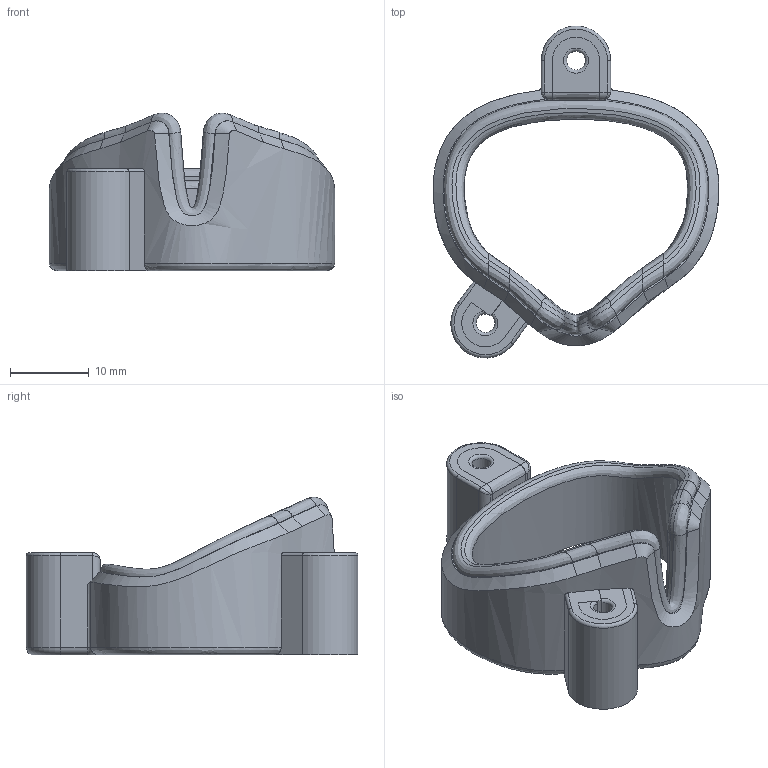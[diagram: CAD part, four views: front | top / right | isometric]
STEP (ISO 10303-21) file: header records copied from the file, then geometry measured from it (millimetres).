
FILE_DESCRIPTION(/* description */ ('STEP AP242 Edition 2','CAx-IF Rec.Pracs.---Representation and Presentation of Product Manufacturing Information (PMI)---4.0---2014-10-13','CAx-IF Rec.Pracs.---3D Tessellated Geometry---0.4---2014-09-14','2;1','CAx-IF Rec.Pracs.---User Defined Attributes---1.5---2016-08-15'),/* implementation_level */ '2;1');
FILE_NAME(/* name */ '69693ac9524c583716db7347',/* time_stamp */ '2026-01-15T19:06:50Z',/* author */ (''),/* organization */ (''),/* preprocessor_version */ 'ST-DEVELOPER v20',/* originating_system */ 'ONSHAPE BY PTC INC, 1.209',/* authorisation */ ' ');
FILE_SCHEMA (('AP242_MANAGED_MODEL_BASED_3D_ENGINEERING_MIM_LF { 1 0 10303 442 3 1 4 }'));
Length unit declared in the file: metre
Products named in the file (3): Insulation; Corona; Frenulum
Bounding box: 36.3 x 42.14 x 20.06 mm (x, y, z)
Volume: 6385.2 mm3; surface area: 7760.4 mm2
Topology: 3 solids, 3 shells, 125 faces, 321 edges, 197 vertices
Faces by surface type: bspline 56, plane 37, cylinder 25, torus 7
Full cylindrical faces by diameter (mm): 2.38 x1
Entity records: 7123 total; most frequent: CARTESIAN_POINT 4467, ORIENTED_EDGE 634, DIRECTION 379, EDGE_CURVE 317, VERTEX_POINT 197, B_SPLINE_CURVE_WITH_KNOTS 142, AXIS2_PLACEMENT_3D 132, EDGE_LOOP 130
